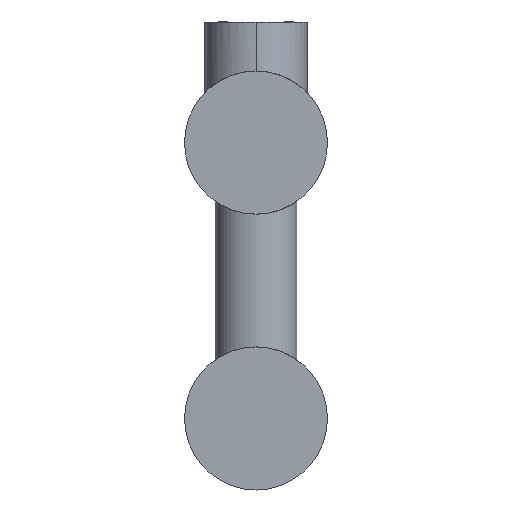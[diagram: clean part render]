
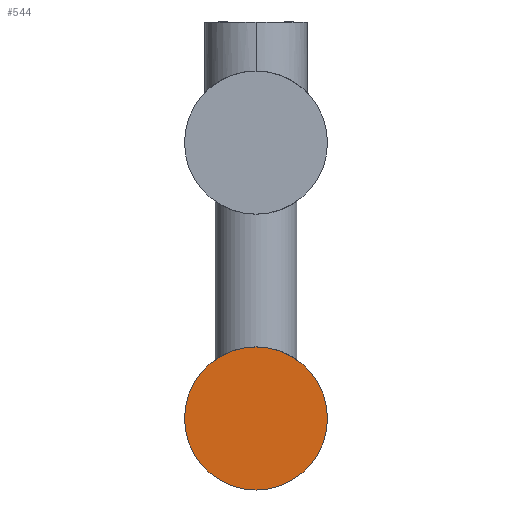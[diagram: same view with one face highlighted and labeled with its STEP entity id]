
A CAD part, front view. The second image highlights one B-rep face of the part: STEP entity #544.
In plain terms, the highlighted planar face has unit normal (0, -1, 0).
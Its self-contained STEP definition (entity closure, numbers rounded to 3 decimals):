
#107 = CARTESIAN_POINT ( 'NONE',  ( 0., -40., -20. ) ) ;
#110 = CARTESIAN_POINT ( 'NONE',  ( 0., -40., -27. ) ) ;
#177 = VERTEX_POINT ( 'NONE', #107 ) ;
#186 = FACE_OUTER_BOUND ( 'NONE', #299, .T. ) ;
#197 = AXIS2_PLACEMENT_3D ( 'NONE', #110, #571, #1141 ) ;
#199 = PLANE ( 'NONE',  #197 ) ;
#202 = CIRCLE ( 'NONE', #356, 7. ) ;
#299 = EDGE_LOOP ( 'NONE', ( #927, #1175 ) ) ;
#317 = EDGE_CURVE ( 'NONE', #177, #714, #948, .T. ) ;
#326 = DIRECTION ( 'NONE',  ( 0., 1., 0. ) ) ;
#356 = AXIS2_PLACEMENT_3D ( 'NONE', #1159, #1163, #1284 ) ;
#544 = ADVANCED_FACE ( 'NONE', ( #186 ), #199, .F. ) ;
#571 = DIRECTION ( 'NONE',  ( 0., 1., 0. ) ) ;
#714 = VERTEX_POINT ( 'NONE', #1272 ) ;
#834 = EDGE_CURVE ( 'NONE', #714, #177, #202, .T. ) ;
#927 = ORIENTED_EDGE ( 'NONE', *, *, #317, .F. ) ;
#948 = CIRCLE ( 'NONE', #1405, 7. ) ;
#1103 = CARTESIAN_POINT ( 'NONE',  ( 0., -40., -27. ) ) ;
#1107 = DIRECTION ( 'NONE',  ( 0., 0., 1. ) ) ;
#1141 = DIRECTION ( 'NONE',  ( 0., 0., 1. ) ) ;
#1159 = CARTESIAN_POINT ( 'NONE',  ( 0., -40., -27. ) ) ;
#1163 = DIRECTION ( 'NONE',  ( 0., 1., 0. ) ) ;
#1175 = ORIENTED_EDGE ( 'NONE', *, *, #834, .F. ) ;
#1272 = CARTESIAN_POINT ( 'NONE',  ( 0., -40., -34. ) ) ;
#1284 = DIRECTION ( 'NONE',  ( 0., 0., 1. ) ) ;
#1405 = AXIS2_PLACEMENT_3D ( 'NONE', #1103, #326, #1107 ) ;
